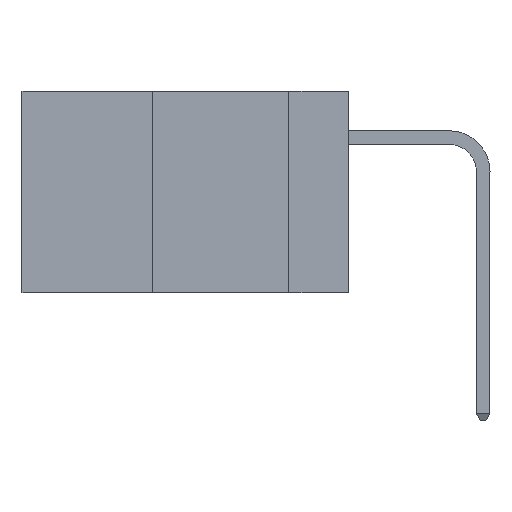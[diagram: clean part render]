
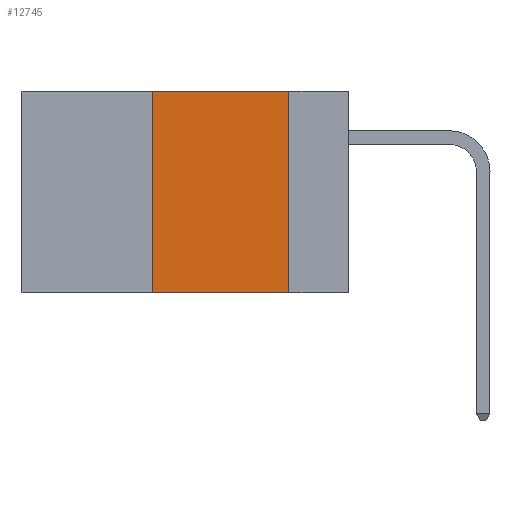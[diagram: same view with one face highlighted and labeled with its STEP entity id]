
A CAD part, left-side view. The second image highlights one B-rep face of the part: STEP entity #12745.
In plain terms, the highlighted planar face has unit normal (-1, 0, 0).
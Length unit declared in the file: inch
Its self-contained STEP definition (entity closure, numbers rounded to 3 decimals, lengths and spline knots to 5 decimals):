
#525 = EDGE_CURVE ( 'NONE', #13922, #11152, #11999, .T. ) ;
#571 = ORIENTED_EDGE ( 'NONE', *, *, #525, .T. ) ;
#590 = PLANE ( 'NONE',  #9655 ) ;
#1708 = VECTOR ( 'NONE', #4280, 39.37008 ) ;
#1723 = CARTESIAN_POINT ( 'NONE',  ( 0., 0.6, 0. ) ) ;
#1805 = CARTESIAN_POINT ( 'NONE',  ( 0., 0.6, -0.37 ) ) ;
#2493 = VERTEX_POINT ( 'NONE', #6288 ) ;
#2836 = DIRECTION ( 'NONE',  ( 1., 0., 0. ) ) ;
#3001 = VECTOR ( 'NONE', #3885, 39.37008 ) ;
#3609 = CARTESIAN_POINT ( 'NONE',  ( 0., 0.36, -0.37 ) ) ;
#3885 = DIRECTION ( 'NONE',  ( 0., -1., 0. ) ) ;
#4280 = DIRECTION ( 'NONE',  ( 0., 0., 1. ) ) ;
#4703 = LINE ( 'NONE', #7631, #1708 ) ;
#6288 = CARTESIAN_POINT ( 'NONE',  ( 0., 0.11, 0. ) ) ;
#6318 = VERTEX_POINT ( 'NONE', #12028 ) ;
#6702 = CARTESIAN_POINT ( 'NONE',  ( 0., 0.11, 0. ) ) ;
#6752 = DIRECTION ( 'NONE',  ( 0., -1., 0. ) ) ;
#6966 = ORIENTED_EDGE ( 'NONE', *, *, #7776, .F. ) ;
#7631 = CARTESIAN_POINT ( 'NONE',  ( 0., 0.36, 0. ) ) ;
#7776 = EDGE_CURVE ( 'NONE', #13922, #6318, #4703, .T. ) ;
#7947 = ORIENTED_EDGE ( 'NONE', *, *, #13025, .F. ) ;
#7968 = EDGE_LOOP ( 'NONE', ( #7947, #8180, #6966, #571 ) ) ;
#8157 = VECTOR ( 'NONE', #6752, 39.37008 ) ;
#8180 = ORIENTED_EDGE ( 'NONE', *, *, #12309, .F. ) ;
#9326 = CARTESIAN_POINT ( 'NONE',  ( 0., 0.11, -0.37 ) ) ;
#9655 = AXIS2_PLACEMENT_3D ( 'NONE', #1723, #2836, #10733 ) ;
#10733 = DIRECTION ( 'NONE',  ( 0., 0., -1. ) ) ;
#10982 = LINE ( 'NONE', #6702, #11322 ) ;
#11152 = VERTEX_POINT ( 'NONE', #9326 ) ;
#11322 = VECTOR ( 'NONE', #14453, 39.37008 ) ;
#11999 = LINE ( 'NONE', #1805, #3001 ) ;
#12028 = CARTESIAN_POINT ( 'NONE',  ( 0., 0.36, 0. ) ) ;
#12309 = EDGE_CURVE ( 'NONE', #6318, #2493, #14062, .T. ) ;
#12345 = CARTESIAN_POINT ( 'NONE',  ( 0., 0.6, 0. ) ) ;
#12745 = ADVANCED_FACE ( 'NONE', ( #14396 ), #590, .F. ) ;
#13025 = EDGE_CURVE ( 'NONE', #2493, #11152, #10982, .T. ) ;
#13922 = VERTEX_POINT ( 'NONE', #3609 ) ;
#14062 = LINE ( 'NONE', #12345, #8157 ) ;
#14396 = FACE_OUTER_BOUND ( 'NONE', #7968, .T. ) ;
#14453 = DIRECTION ( 'NONE',  ( 0., 0., -1. ) ) ;
